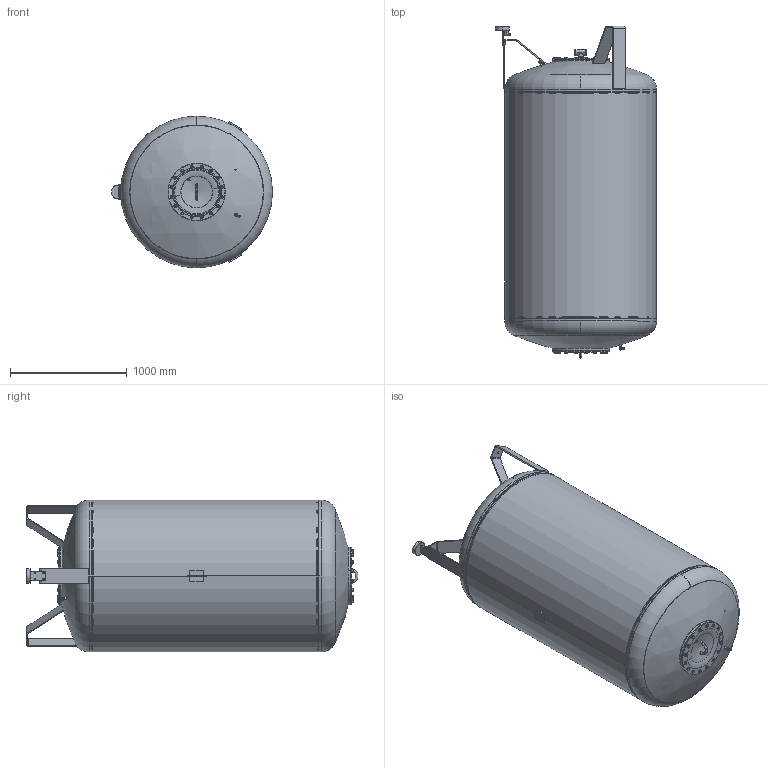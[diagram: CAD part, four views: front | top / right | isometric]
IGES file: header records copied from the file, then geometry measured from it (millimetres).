
Global section: file name: No Iges File Name specified; native system: Autodesk Inventor 2009; preprocessor: AutoDesk Inventor Iges Exporter R2009; author: CADJOBServer; date: 20091012.093557; units: millimetre
Bounding box: 1380 x 2843.98 x 1300 mm (x, y, z)
Volume: 71221417.4 mm3; surface area: 37209253.3 mm2
Topology: 46 solids, 46 shells, 2355 faces, 5752 edges, 3673 vertices
Faces by surface type: plane 878, bspline 397, cone 359, cylinder 328, revolution 316, torus 67, sphere 10
